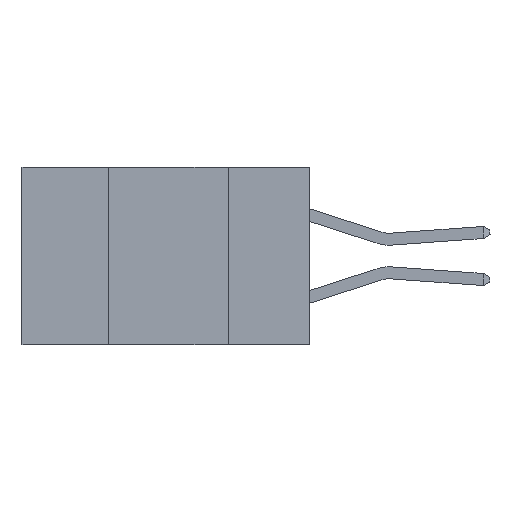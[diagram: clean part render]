
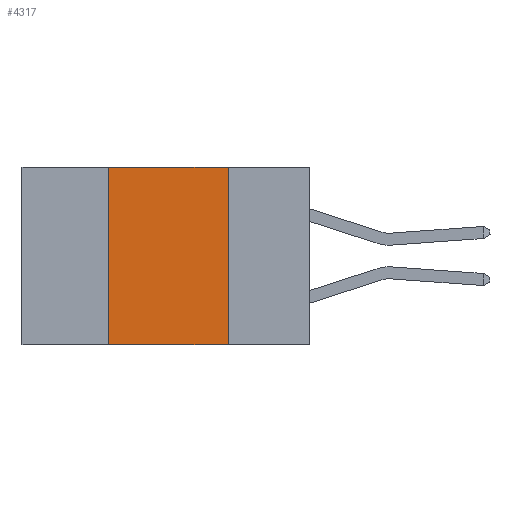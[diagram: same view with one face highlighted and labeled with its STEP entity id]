
A CAD part, left-side view. The second image highlights one B-rep face of the part: STEP entity #4317.
In plain terms, the highlighted planar face has unit normal (-1, 0, 0).
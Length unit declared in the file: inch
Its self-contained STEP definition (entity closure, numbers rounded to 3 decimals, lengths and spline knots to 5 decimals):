
#14 = CARTESIAN_POINT ( 'NONE',  ( 0., 0.6, 0. ) ) ;
#104 = LINE ( 'NONE', #4578, #6538 ) ;
#254 = LINE ( 'NONE', #321, #3264 ) ;
#321 = CARTESIAN_POINT ( 'NONE',  ( 0., 0.17, -0.37 ) ) ;
#1308 = CARTESIAN_POINT ( 'NONE',  ( 0., 0.6, 0. ) ) ;
#1409 = CARTESIAN_POINT ( 'NONE',  ( 0., 0.17, 0. ) ) ;
#1620 = EDGE_CURVE ( 'NONE', #4090, #8421, #5660, .T. ) ;
#2646 = LINE ( 'NONE', #13957, #7612 ) ;
#3166 = CARTESIAN_POINT ( 'NONE',  ( 0., 0.42, 0. ) ) ;
#3263 = VECTOR ( 'NONE', #6651, 39.37008 ) ;
#3264 = VECTOR ( 'NONE', #8875, 39.37008 ) ;
#3282 = ORIENTED_EDGE ( 'NONE', *, *, #13152, .F. ) ;
#4090 = VERTEX_POINT ( 'NONE', #3166 ) ;
#4317 = ADVANCED_FACE ( 'NONE', ( #11488 ), #13585, .F. ) ;
#4462 = ORIENTED_EDGE ( 'NONE', *, *, #1620, .F. ) ;
#4578 = CARTESIAN_POINT ( 'NONE',  ( 0., 0.6, -0.37 ) ) ;
#4650 = DIRECTION ( 'NONE',  ( 0., -1., 0. ) ) ;
#5010 = DIRECTION ( 'NONE',  ( 0., 0., 1. ) ) ;
#5107 = EDGE_LOOP ( 'NONE', ( #3282, #4462, #5757, #13606 ) ) ;
#5660 = LINE ( 'NONE', #1308, #3263 ) ;
#5757 = ORIENTED_EDGE ( 'NONE', *, *, #8539, .F. ) ;
#5823 = AXIS2_PLACEMENT_3D ( 'NONE', #14, #6807, #12488 ) ;
#6538 = VECTOR ( 'NONE', #4650, 39.37008 ) ;
#6651 = DIRECTION ( 'NONE',  ( 0., -1., 0. ) ) ;
#6807 = DIRECTION ( 'NONE',  ( 1., 0., 0. ) ) ;
#7612 = VECTOR ( 'NONE', #5010, 39.37008 ) ;
#8421 = VERTEX_POINT ( 'NONE', #1409 ) ;
#8539 = EDGE_CURVE ( 'NONE', #14146, #4090, #2646, .T. ) ;
#8875 = DIRECTION ( 'NONE',  ( 0., 0., -1. ) ) ;
#9645 = CARTESIAN_POINT ( 'NONE',  ( 0., 0.17, -0.37 ) ) ;
#11051 = VERTEX_POINT ( 'NONE', #9645 ) ;
#11488 = FACE_OUTER_BOUND ( 'NONE', #5107, .T. ) ;
#11876 = CARTESIAN_POINT ( 'NONE',  ( 0., 0.42, -0.37 ) ) ;
#12488 = DIRECTION ( 'NONE',  ( 0., 0., -1. ) ) ;
#13152 = EDGE_CURVE ( 'NONE', #8421, #11051, #254, .T. ) ;
#13509 = EDGE_CURVE ( 'NONE', #14146, #11051, #104, .T. ) ;
#13585 = PLANE ( 'NONE',  #5823 ) ;
#13606 = ORIENTED_EDGE ( 'NONE', *, *, #13509, .T. ) ;
#13957 = CARTESIAN_POINT ( 'NONE',  ( 0., 0.42, -0.37 ) ) ;
#14146 = VERTEX_POINT ( 'NONE', #11876 ) ;
